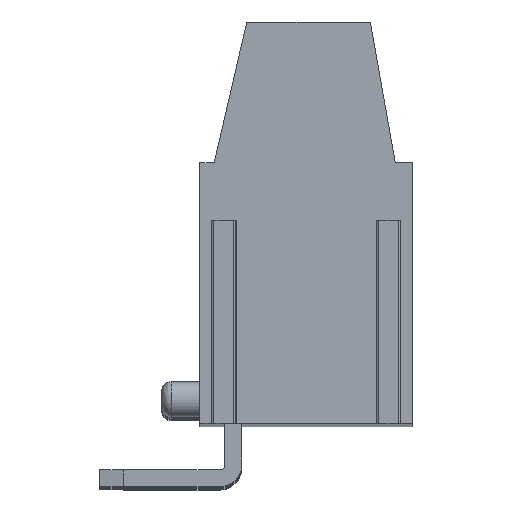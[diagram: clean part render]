
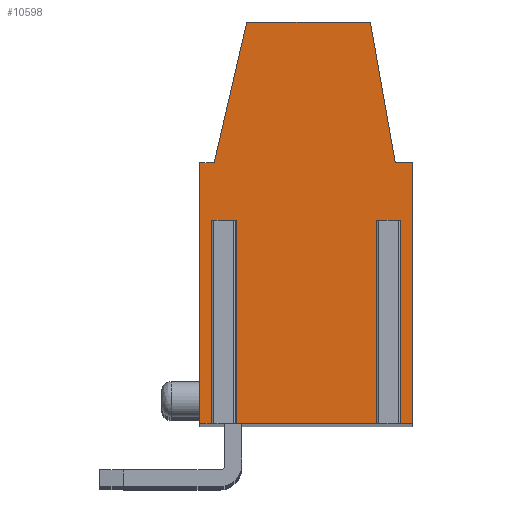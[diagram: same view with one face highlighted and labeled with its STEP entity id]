
A CAD part, top view. The second image highlights one B-rep face of the part: STEP entity #10598.
In plain terms, the highlighted planar face has unit normal (0, 0, 1).
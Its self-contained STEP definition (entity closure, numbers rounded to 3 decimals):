
#13=DIRECTION('',(-1.,0.,0.));
#14=VECTOR('',#13,0.814);
#15=CARTESIAN_POINT('',(6.453,1.45,82.5));
#16=LINE('',#15,#14);
#17=DIRECTION('',(0.,-1.,0.));
#18=VECTOR('',#17,8.5);
#19=CARTESIAN_POINT('',(5.639,1.45,82.5));
#20=LINE('',#19,#18);
#21=DIRECTION('',(-1.,0.,0.));
#22=VECTOR('',#21,6.078);
#23=CARTESIAN_POINT('',(5.639,-7.05,82.5));
#24=LINE('',#23,#22);
#25=DIRECTION('',(0.,-1.,0.));
#26=VECTOR('',#25,8.5);
#27=CARTESIAN_POINT('',(-0.439,1.45,82.5));
#28=LINE('',#27,#26);
#29=DIRECTION('',(-1.,0.,0.));
#30=VECTOR('',#29,0.814);
#31=CARTESIAN_POINT('',(-0.439,1.45,82.5));
#32=LINE('',#31,#30);
#33=DIRECTION('',(0.,-1.,0.));
#34=VECTOR('',#33,8.5);
#35=CARTESIAN_POINT('',(-1.253,1.45,82.5));
#36=LINE('',#35,#34);
#37=DIRECTION('',(-1.,0.,0.));
#38=VECTOR('',#37,0.597);
#39=CARTESIAN_POINT('',(-1.253,-7.05,82.5));
#40=LINE('',#39,#38);
#41=DIRECTION('',(0.,1.,0.));
#42=VECTOR('',#41,10.9);
#43=CARTESIAN_POINT('',(-1.85,-7.05,82.5));
#44=LINE('',#43,#42);
#45=DIRECTION('',(1.,0.,0.));
#46=VECTOR('',#45,0.6);
#47=CARTESIAN_POINT('',(-1.85,3.85,82.5));
#48=LINE('',#47,#46);
#49=DIRECTION('',(0.225,0.974,0.));
#50=VECTOR('',#49,6.055);
#51=CARTESIAN_POINT('',(-1.25,3.85,82.5));
#52=LINE('',#51,#50);
#53=DIRECTION('',(1.,0.,0.));
#54=VECTOR('',#53,5.178);
#55=CARTESIAN_POINT('',(0.112,9.75,82.5));
#56=LINE('',#55,#54);
#57=DIRECTION('',(0.174,-0.985,0.));
#58=VECTOR('',#57,5.991);
#59=CARTESIAN_POINT('',(5.29,9.75,82.5));
#60=LINE('',#59,#58);
#61=DIRECTION('',(1.,0.,0.));
#62=VECTOR('',#61,0.72);
#63=CARTESIAN_POINT('',(6.33,3.85,82.5));
#64=LINE('',#63,#62);
#65=DIRECTION('',(0.,-1.,0.));
#66=VECTOR('',#65,10.9);
#67=CARTESIAN_POINT('',(7.05,3.85,82.5));
#68=LINE('',#67,#66);
#69=DIRECTION('',(-1.,0.,0.));
#70=VECTOR('',#69,0.597);
#71=CARTESIAN_POINT('',(7.05,-7.05,82.5));
#72=LINE('',#71,#70);
#73=DIRECTION('',(0.,-1.,0.));
#74=VECTOR('',#73,8.5);
#75=CARTESIAN_POINT('',(6.453,1.45,82.5));
#76=LINE('',#75,#74);
#8295=CARTESIAN_POINT('',(7.05,3.85,82.5));
#8296=CARTESIAN_POINT('',(7.05,-7.05,82.5));
#8297=VERTEX_POINT('',#8295);
#8298=VERTEX_POINT('',#8296);
#8299=CARTESIAN_POINT('',(6.33,3.85,82.5));
#8300=VERTEX_POINT('',#8299);
#8301=CARTESIAN_POINT('',(5.29,9.75,82.5));
#8302=VERTEX_POINT('',#8301);
#8303=CARTESIAN_POINT('',(0.112,9.75,82.5));
#8304=VERTEX_POINT('',#8303);
#8305=CARTESIAN_POINT('',(-1.25,3.85,82.5));
#8306=VERTEX_POINT('',#8305);
#8307=CARTESIAN_POINT('',(-1.85,3.85,82.5));
#8308=VERTEX_POINT('',#8307);
#8309=CARTESIAN_POINT('',(-1.85,-7.05,82.5));
#8310=VERTEX_POINT('',#8309);
#8439=CARTESIAN_POINT('',(6.453,1.45,82.5));
#8440=CARTESIAN_POINT('',(5.639,1.45,82.5));
#8441=VERTEX_POINT('',#8439);
#8442=VERTEX_POINT('',#8440);
#8443=CARTESIAN_POINT('',(-0.439,1.45,82.5));
#8444=CARTESIAN_POINT('',(-1.253,1.45,82.5));
#8445=VERTEX_POINT('',#8443);
#8446=VERTEX_POINT('',#8444);
#8447=CARTESIAN_POINT('',(-1.253,-7.05,82.5));
#8448=VERTEX_POINT('',#8447);
#8449=CARTESIAN_POINT('',(-0.439,-7.05,82.5));
#8450=VERTEX_POINT('',#8449);
#8451=CARTESIAN_POINT('',(5.639,-7.05,82.5));
#8452=VERTEX_POINT('',#8451);
#8453=CARTESIAN_POINT('',(6.453,-7.05,82.5));
#8454=VERTEX_POINT('',#8453);
#10559=CARTESIAN_POINT('',(0.,0.,82.5));
#10560=DIRECTION('',(0.,0.,1.));
#10561=DIRECTION('',(1.,0.,0.));
#10562=AXIS2_PLACEMENT_3D('',#10559,#10560,#10561);
#10563=PLANE('',#10562);
#10565=ORIENTED_EDGE('',*,*,#10564,.T.);
#10567=ORIENTED_EDGE('',*,*,#10566,.T.);
#10569=ORIENTED_EDGE('',*,*,#10568,.T.);
#10571=ORIENTED_EDGE('',*,*,#10570,.F.);
#10573=ORIENTED_EDGE('',*,*,#10572,.T.);
#10575=ORIENTED_EDGE('',*,*,#10574,.T.);
#10577=ORIENTED_EDGE('',*,*,#10576,.T.);
#10579=ORIENTED_EDGE('',*,*,#10578,.T.);
#10581=ORIENTED_EDGE('',*,*,#10580,.T.);
#10583=ORIENTED_EDGE('',*,*,#10582,.T.);
#10585=ORIENTED_EDGE('',*,*,#10584,.T.);
#10587=ORIENTED_EDGE('',*,*,#10586,.T.);
#10589=ORIENTED_EDGE('',*,*,#10588,.T.);
#10591=ORIENTED_EDGE('',*,*,#10590,.T.);
#10593=ORIENTED_EDGE('',*,*,#10592,.T.);
#10595=ORIENTED_EDGE('',*,*,#10594,.F.);
#10596=EDGE_LOOP('',(#10565,#10567,#10569,#10571,#10573,#10575,#10577,#10579,
#10581,#10583,#10585,#10587,#10589,#10591,#10593,#10595));
#10597=FACE_OUTER_BOUND('',#10596,.F.);
#10564=EDGE_CURVE('',#8441,#8442,#16,.T.);
#10566=EDGE_CURVE('',#8442,#8452,#20,.T.);
#10568=EDGE_CURVE('',#8452,#8450,#24,.T.);
#10570=EDGE_CURVE('',#8445,#8450,#28,.T.);
#10572=EDGE_CURVE('',#8445,#8446,#32,.T.);
#10574=EDGE_CURVE('',#8446,#8448,#36,.T.);
#10576=EDGE_CURVE('',#8448,#8310,#40,.T.);
#10578=EDGE_CURVE('',#8310,#8308,#44,.T.);
#10580=EDGE_CURVE('',#8308,#8306,#48,.T.);
#10582=EDGE_CURVE('',#8306,#8304,#52,.T.);
#10584=EDGE_CURVE('',#8304,#8302,#56,.T.);
#10586=EDGE_CURVE('',#8302,#8300,#60,.T.);
#10588=EDGE_CURVE('',#8300,#8297,#64,.T.);
#10590=EDGE_CURVE('',#8297,#8298,#68,.T.);
#10592=EDGE_CURVE('',#8298,#8454,#72,.T.);
#10594=EDGE_CURVE('',#8441,#8454,#76,.T.);
#10598=ADVANCED_FACE('',(#10597),#10563,.T.);
